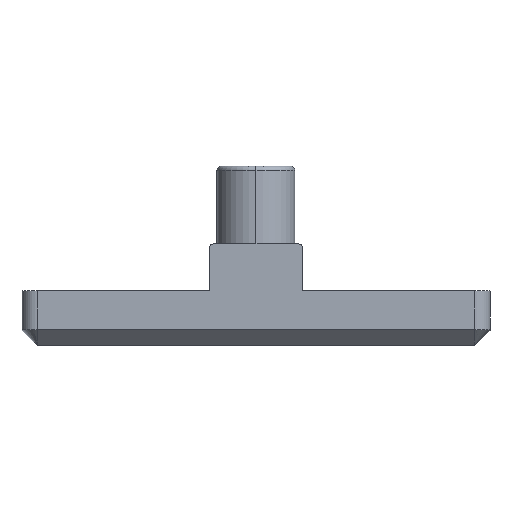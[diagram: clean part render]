
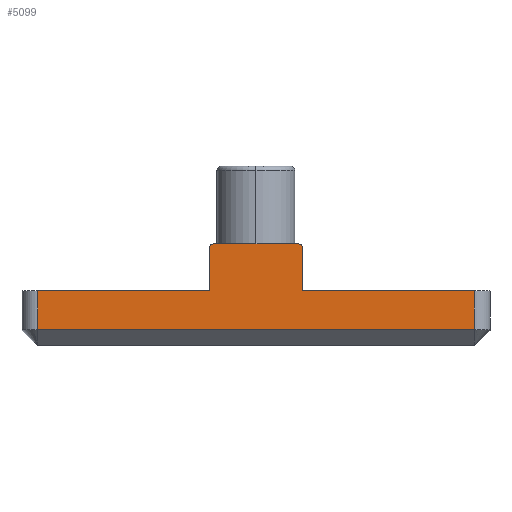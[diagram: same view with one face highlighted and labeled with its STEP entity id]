
A CAD part, top view. The second image highlights one B-rep face of the part: STEP entity #5099.
In plain terms, the highlighted planar face has unit normal (0, 0, 1).
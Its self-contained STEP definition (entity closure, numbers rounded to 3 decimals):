
#29 = LINE ( 'NONE', #2900, #5503 ) ;
#93 = VECTOR ( 'NONE', #4786, 1000. ) ;
#111 = FACE_OUTER_BOUND ( 'NONE', #6205, .T. ) ;
#133 = DIRECTION ( 'NONE',  ( 0., 0., 1. ) ) ;
#144 = AXIS2_PLACEMENT_3D ( 'NONE', #1370, #5070, #1897 ) ;
#213 = VECTOR ( 'NONE', #2505, 1000. ) ;
#254 = DIRECTION ( 'NONE',  ( 0., -1., 0. ) ) ;
#870 = ORIENTED_EDGE ( 'NONE', *, *, #4747, .F. ) ;
#904 = VERTEX_POINT ( 'NONE', #5026 ) ;
#1086 = CARTESIAN_POINT ( 'NONE',  ( -14., 3.5, 15. ) ) ;
#1181 = CARTESIAN_POINT ( 'NONE',  ( -14., 3.5, 15. ) ) ;
#1219 = CARTESIAN_POINT ( 'NONE',  ( -14., 3.5, 15. ) ) ;
#1341 = LINE ( 'NONE', #4263, #93 ) ;
#1356 = ORIENTED_EDGE ( 'NONE', *, *, #6779, .T. ) ;
#1370 = CARTESIAN_POINT ( 'NONE',  ( 2.7, 6.2, 15. ) ) ;
#1402 = EDGE_CURVE ( 'NONE', #4422, #5626, #4260, .T. ) ;
#1573 = VERTEX_POINT ( 'NONE', #1219 ) ;
#1712 = EDGE_CURVE ( 'NONE', #1573, #6462, #6820, .T. ) ;
#1897 = DIRECTION ( 'NONE',  ( -1., 0., 0. ) ) ;
#1943 = ORIENTED_EDGE ( 'NONE', *, *, #6636, .T. ) ;
#2072 = CIRCLE ( 'NONE', #2633, 0.3 ) ;
#2237 = VECTOR ( 'NONE', #4793, 1000. ) ;
#2250 = ORIENTED_EDGE ( 'NONE', *, *, #1402, .F. ) ;
#2429 = DIRECTION ( 'NONE',  ( -1., 0., 0. ) ) ;
#2505 = DIRECTION ( 'NONE',  ( 0., -1., 0. ) ) ;
#2546 = VERTEX_POINT ( 'NONE', #4332 ) ;
#2586 = VERTEX_POINT ( 'NONE', #2784 ) ;
#2633 = AXIS2_PLACEMENT_3D ( 'NONE', #3303, #133, #3834 ) ;
#2784 = CARTESIAN_POINT ( 'NONE',  ( 14., 1., 15. ) ) ;
#2900 = CARTESIAN_POINT ( 'NONE',  ( -3., 6.5, 15. ) ) ;
#3056 = CARTESIAN_POINT ( 'NONE',  ( 3., 6.5, 15. ) ) ;
#3139 = ORIENTED_EDGE ( 'NONE', *, *, #1712, .T. ) ;
#3163 = VECTOR ( 'NONE', #4348, 1000. ) ;
#3179 = LINE ( 'NONE', #4198, #5817 ) ;
#3303 = CARTESIAN_POINT ( 'NONE',  ( -2.7, 6.2, 15. ) ) ;
#3324 = VECTOR ( 'NONE', #5933, 1000. ) ;
#3348 = EDGE_CURVE ( 'NONE', #6462, #2586, #1341, .T. ) ;
#3656 = DIRECTION ( 'NONE',  ( 0., -1., 0. ) ) ;
#3660 = LINE ( 'NONE', #1086, #2237 ) ;
#3809 = CARTESIAN_POINT ( 'NONE',  ( 14., 3.5, 15. ) ) ;
#3834 = DIRECTION ( 'NONE',  ( -1., 0., 0. ) ) ;
#4007 = DIRECTION ( 'NONE',  ( 1., 0., 0. ) ) ;
#4160 = CIRCLE ( 'NONE', #144, 0.3 ) ;
#4198 = CARTESIAN_POINT ( 'NONE',  ( -3., 6.5, 15. ) ) ;
#4201 = ORIENTED_EDGE ( 'NONE', *, *, #6701, .F. ) ;
#4260 = LINE ( 'NONE', #3056, #213 ) ;
#4263 = CARTESIAN_POINT ( 'NONE',  ( -14., 1., 15. ) ) ;
#4332 = CARTESIAN_POINT ( 'NONE',  ( 2.7, 6.5, 15. ) ) ;
#4348 = DIRECTION ( 'NONE',  ( 0., -1., 0. ) ) ;
#4422 = VERTEX_POINT ( 'NONE', #4552 ) ;
#4430 = ORIENTED_EDGE ( 'NONE', *, *, #3348, .T. ) ;
#4542 = PLANE ( 'NONE',  #5844 ) ;
#4552 = CARTESIAN_POINT ( 'NONE',  ( 3., 6.2, 15. ) ) ;
#4583 = LINE ( 'NONE', #6428, #3163 ) ;
#4747 = EDGE_CURVE ( 'NONE', #5363, #2546, #29, .T. ) ;
#4786 = DIRECTION ( 'NONE',  ( 1., 0., 0. ) ) ;
#4793 = DIRECTION ( 'NONE',  ( 1., 0., 0. ) ) ;
#5026 = CARTESIAN_POINT ( 'NONE',  ( -3., 6.2, 15. ) ) ;
#5052 = CARTESIAN_POINT ( 'NONE',  ( -14., 3.5, 15. ) ) ;
#5070 = DIRECTION ( 'NONE',  ( 0., 0., 1. ) ) ;
#5099 = ADVANCED_FACE ( 'NONE', ( #111 ), #4542, .F. ) ;
#5317 = ORIENTED_EDGE ( 'NONE', *, *, #6774, .F. ) ;
#5362 = CARTESIAN_POINT ( 'NONE',  ( -14., 1., 15. ) ) ;
#5363 = VERTEX_POINT ( 'NONE', #6327 ) ;
#5503 = VECTOR ( 'NONE', #4007, 1000. ) ;
#5597 = DIRECTION ( 'NONE',  ( 0., 0., -1. ) ) ;
#5626 = VERTEX_POINT ( 'NONE', #6183 ) ;
#5751 = EDGE_CURVE ( 'NONE', #904, #6683, #3179, .T. ) ;
#5817 = VECTOR ( 'NONE', #3656, 1000. ) ;
#5844 = AXIS2_PLACEMENT_3D ( 'NONE', #5052, #5597, #2429 ) ;
#5933 = DIRECTION ( 'NONE',  ( 1., 0., 0. ) ) ;
#5960 = LINE ( 'NONE', #1181, #3324 ) ;
#6105 = ORIENTED_EDGE ( 'NONE', *, *, #6790, .F. ) ;
#6161 = CARTESIAN_POINT ( 'NONE',  ( -3., 3.5, 15. ) ) ;
#6183 = CARTESIAN_POINT ( 'NONE',  ( 3., 3.5, 15. ) ) ;
#6205 = EDGE_LOOP ( 'NONE', ( #2250, #1943, #870, #1356, #6228, #6105, #3139, #4430, #5317, #4201 ) ) ;
#6228 = ORIENTED_EDGE ( 'NONE', *, *, #5751, .T. ) ;
#6327 = CARTESIAN_POINT ( 'NONE',  ( -2.7, 6.5, 15. ) ) ;
#6428 = CARTESIAN_POINT ( 'NONE',  ( 14., 3.5, 15. ) ) ;
#6462 = VERTEX_POINT ( 'NONE', #5362 ) ;
#6477 = VECTOR ( 'NONE', #254, 1000. ) ;
#6605 = CARTESIAN_POINT ( 'NONE',  ( -14., 3.5, 15. ) ) ;
#6636 = EDGE_CURVE ( 'NONE', #4422, #2546, #4160, .T. ) ;
#6683 = VERTEX_POINT ( 'NONE', #6161 ) ;
#6701 = EDGE_CURVE ( 'NONE', #5626, #6769, #3660, .T. ) ;
#6769 = VERTEX_POINT ( 'NONE', #3809 ) ;
#6774 = EDGE_CURVE ( 'NONE', #6769, #2586, #4583, .T. ) ;
#6779 = EDGE_CURVE ( 'NONE', #5363, #904, #2072, .T. ) ;
#6790 = EDGE_CURVE ( 'NONE', #1573, #6683, #5960, .T. ) ;
#6820 = LINE ( 'NONE', #6605, #6477 ) ;
